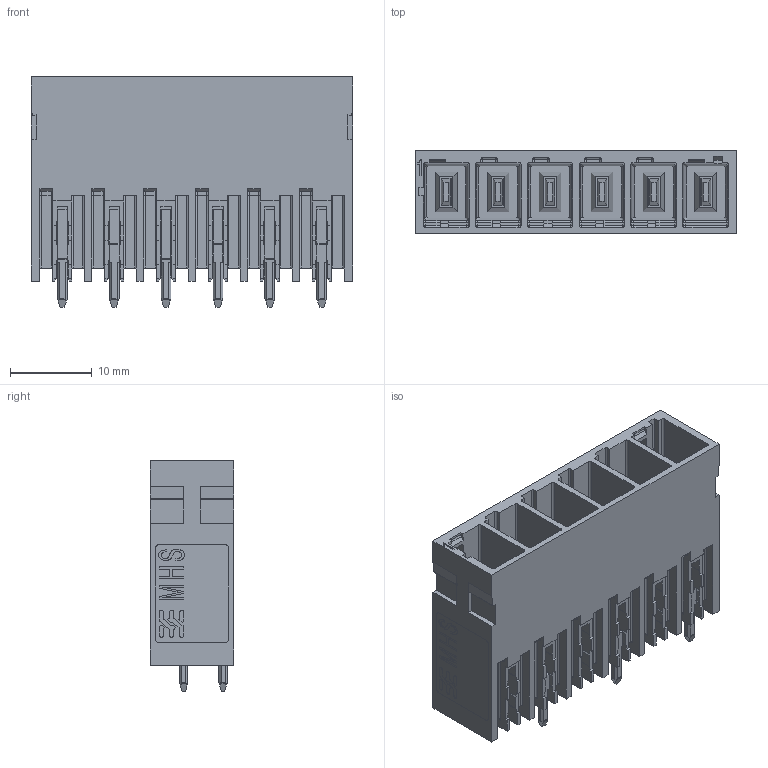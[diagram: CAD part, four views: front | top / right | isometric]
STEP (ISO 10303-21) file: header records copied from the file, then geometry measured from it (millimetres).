
FILE_DESCRIPTION(('CATIA V5 STEP Exchange','CAx-IF Rec.Pracs.--- Model Styling and Organization---1.5--- 2016-08-15','CAx-IF Rec.Pracs.---Supplemental Geometry---1.0---2011-11-01','CAx-IF Rec.Pracs.--- Composite Materials ---1.1---2010-07-15'),'2;1');
FILE_NAME ('2133612-1_2', '2025-04-25T10:47:07+00:00', ('none'), ('Weidmueller'), 'CATIA Version 5-6 Release 2022 SP4 HF5', 'CATIA V5 STEP AP214 v3', 'none');
FILE_SCHEMA(('AUTOMOTIVE_DESIGN { 1 0 10303 214 1 1 1 1 }'));
Length unit declared in the file: millimetre
Products named in the file (1): 3128960000
Bounding box: 39.3 x 10.2 x 28.2 mm (x, y, z)
Volume: 4708.3 mm3; surface area: 9830.8 mm2
Topology: 1 solids, 1 shells, 1697 faces, 4863 edges, 3175 vertices
Faces by surface type: plane 1333, cylinder 276, extrusion 36, bspline 32, sphere 20
Entity records: 53638 total; most frequent: CARTESIAN_POINT 12531, ORIENTED_EDGE 9686, DIRECTION 5917, EDGE_CURVE 4843, VECTOR 3985, LINE 3949, VERTEX_POINT 3175, EDGE_LOOP 1728
